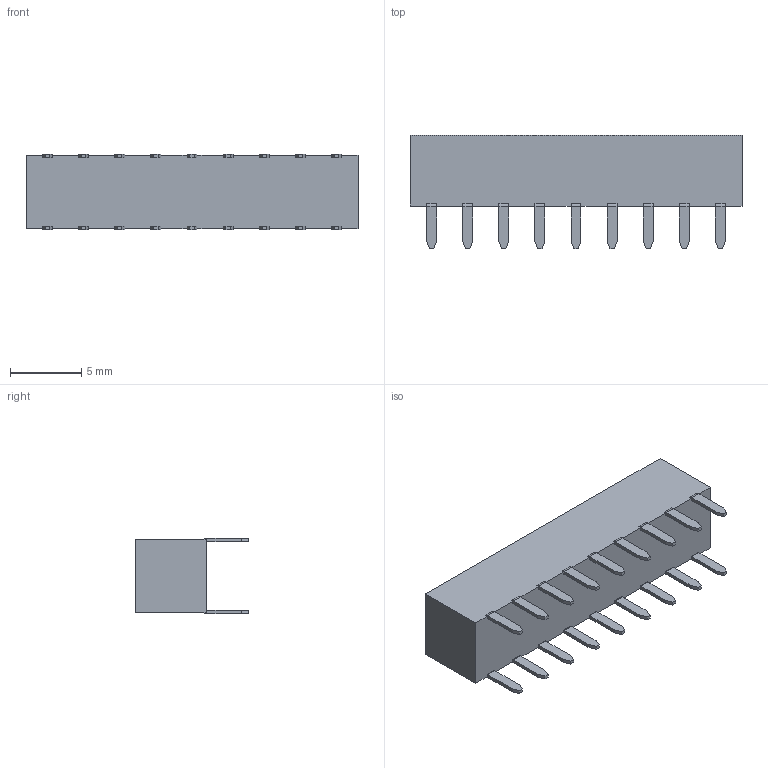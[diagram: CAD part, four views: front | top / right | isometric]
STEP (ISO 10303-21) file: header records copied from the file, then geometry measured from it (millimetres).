
FILE_DESCRIPTION( ('This file contains a STEP AP42 implementation' ,'as created by ZW3D STEP Interface translator.') ,'2;1' );
FILE_NAME( '2150-2XXWXXCUNX2.stp' ,'23 5 2. 92949', (''), ('ZWCAD Software Co.'), 'Version 1.0', 'ZW3D to STEP translator', '' );
FILE_SCHEMA(('AUTOMOTIVE_DESIGN { 1 0 10303 214 1 1 1 1 }'));
Length unit declared in the file: millimetre
Products named in the file (2): 0; 2150-220WXXCUNX2
Bounding box: 23.36 x 8 x 5.33 mm (x, y, z)
Volume: 450.4 mm3; surface area: 1503.4 mm2
Topology: 1 solids, 1 shells, 1347 faces, 4050 edges, 2640 vertices
Faces by surface type: plane 915, bspline 252, cylinder 180
Entity records: 63021 total; most frequent: CARTESIAN_POINT 33477, ORIENTED_EDGE 8100, EDGE_CURVE 4050, B_SPLINE_CURVE_WITH_KNOTS 3583, VERTEX_POINT 2640, DIRECTION 2614, EDGE_LOOP 1390, FACE_OUTER_BOUND 1347
